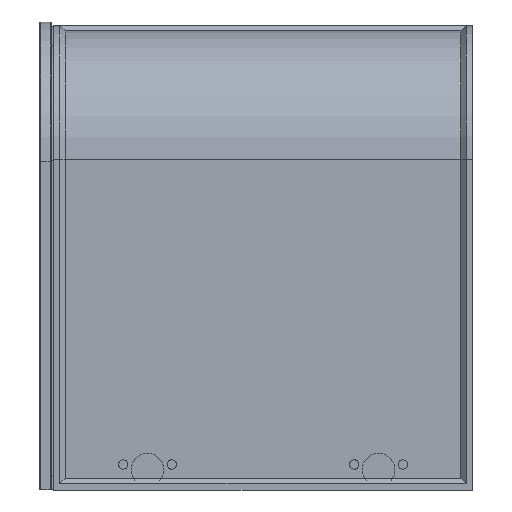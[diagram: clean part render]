
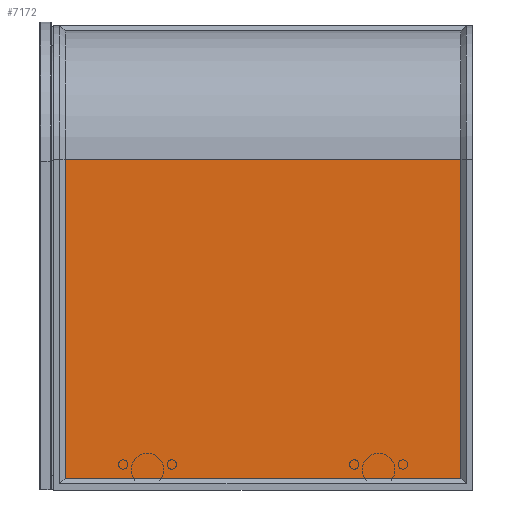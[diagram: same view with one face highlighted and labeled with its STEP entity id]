
A CAD part, left-side view. The second image highlights one B-rep face of the part: STEP entity #7172.
In plain terms, the highlighted planar face has unit normal (-1, 0, 0).
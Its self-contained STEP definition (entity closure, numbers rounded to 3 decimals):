
#378 = VERTEX_POINT ( 'NONE', #8396 ) ;
#419 = VERTEX_POINT ( 'NONE', #3436 ) ;
#876 = EDGE_CURVE ( 'NONE', #419, #7036, #1607, .T. ) ;
#1182 = DIRECTION ( 'NONE',  ( 0., 0., -1. ) ) ;
#1607 = LINE ( 'NONE', #10911, #1822 ) ;
#1680 = ORIENTED_EDGE ( 'NONE', *, *, #4725, .T. ) ;
#1822 = VECTOR ( 'NONE', #6750, 1000. ) ;
#2033 = AXIS2_PLACEMENT_3D ( 'NONE', #9208, #5019, #5171 ) ;
#2946 = CARTESIAN_POINT ( 'NONE',  ( -77.5, 6.5, -236. ) ) ;
#3217 = PLANE ( 'NONE',  #2033 ) ;
#3436 = CARTESIAN_POINT ( 'NONE',  ( -77.5, 12., -236. ) ) ;
#3601 = EDGE_CURVE ( 'NONE', #378, #9919, #7206, .T. ) ;
#3803 = ORIENTED_EDGE ( 'NONE', *, *, #3601, .T. ) ;
#4529 = ORIENTED_EDGE ( 'NONE', *, *, #8457, .F. ) ;
#4725 = EDGE_CURVE ( 'NONE', #9919, #419, #10517, .T. ) ;
#4895 = CARTESIAN_POINT ( 'NONE',  ( -77.5, 961.831, 105. ) ) ;
#5019 = DIRECTION ( 'NONE',  ( -1., 0., 0. ) ) ;
#5171 = DIRECTION ( 'NONE',  ( 0., 0., 1. ) ) ;
#6723 = VECTOR ( 'NONE', #7269, 1000. ) ;
#6750 = DIRECTION ( 'NONE',  ( 0., 0., 1. ) ) ;
#7036 = VERTEX_POINT ( 'NONE', #9650 ) ;
#7084 = CARTESIAN_POINT ( 'NONE',  ( -77.5, 435., -236. ) ) ;
#7172 = ADVANCED_FACE ( 'NONE', ( #9098 ), #3217, .T. ) ;
#7206 = LINE ( 'NONE', #10437, #10408 ) ;
#7269 = DIRECTION ( 'NONE',  ( 0., -1., 0. ) ) ;
#8396 = CARTESIAN_POINT ( 'NONE',  ( -77.5, 435., 105. ) ) ;
#8457 = EDGE_CURVE ( 'NONE', #378, #7036, #9788, .T. ) ;
#9098 = FACE_OUTER_BOUND ( 'NONE', #10679, .T. ) ;
#9208 = CARTESIAN_POINT ( 'NONE',  ( -77.5, 961.831, -241.5 ) ) ;
#9341 = ORIENTED_EDGE ( 'NONE', *, *, #876, .T. ) ;
#9647 = DIRECTION ( 'NONE',  ( 0., -1., 0. ) ) ;
#9650 = CARTESIAN_POINT ( 'NONE',  ( -77.5, 12., 105. ) ) ;
#9788 = LINE ( 'NONE', #4895, #6723 ) ;
#9919 = VERTEX_POINT ( 'NONE', #7084 ) ;
#10408 = VECTOR ( 'NONE', #1182, 1000. ) ;
#10437 = CARTESIAN_POINT ( 'NONE',  ( -77.5, 435., -241.5 ) ) ;
#10517 = LINE ( 'NONE', #2946, #10774 ) ;
#10679 = EDGE_LOOP ( 'NONE', ( #1680, #9341, #4529, #3803 ) ) ;
#10774 = VECTOR ( 'NONE', #9647, 1000. ) ;
#10911 = CARTESIAN_POINT ( 'NONE',  ( -77.5, 12., 105. ) ) ;
